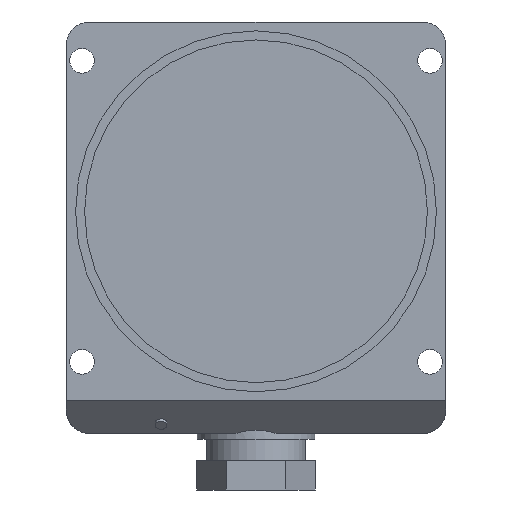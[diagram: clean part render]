
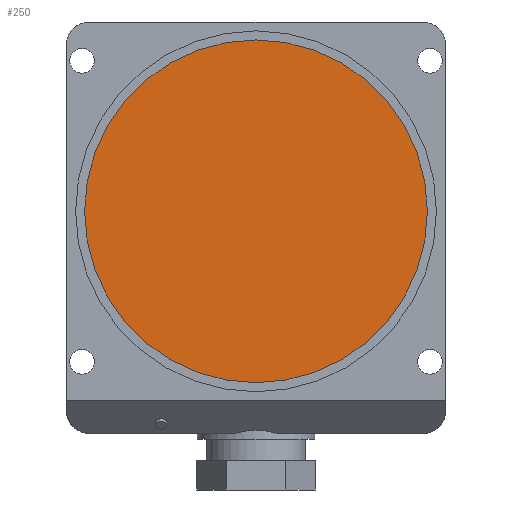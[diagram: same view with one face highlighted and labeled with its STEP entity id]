
A CAD part, front view. The second image highlights one B-rep face of the part: STEP entity #250.
In plain terms, the highlighted planar face has unit normal (0, -1, 0).
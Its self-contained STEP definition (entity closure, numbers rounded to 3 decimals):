
#230=CARTESIAN_POINT('POINT15',(37.021,-38.1,60.198))
   ;
#231=VERTEX_POINT('VERTEX15',#230);
#232=CARTESIAN_POINT('POINT16',(-37.021,-38.1,60.198)
   );
#233=VERTEX_POINT('VERTEX16',#232);
#234=CARTESIAN_POINT('POS28',(0.,-38.1,60.198));
#235=DIRECTION('DIR37',(0.,-1.,0.));
#236=DIRECTION('DIR38',(1.,0.,0.));
#237=AXIS2_PLACEMENT_3D('AXIS10',#234,#235,#236);
#238=CIRCLE('ELLIPSE2',#237,37.021);
#239=EDGE_CURVE('EDGE21',#231,#233,#238,.T.);
#240=ORIENTED_EDGE('COEDGE39',*,*,#239,.T.);
#241=EDGE_CURVE('EDGE22',#233,#231,#238,.T.);
#242=ORIENTED_EDGE('COEDGE40',*,*,#241,.T.);
#243=EDGE_LOOP('NONE',(#240,#242));
#244=FACE_BOUND('LOOP1',#243,.T.);
#245=CARTESIAN_POINT('POS29',(18.511,-38.1,60.198));
#246=DIRECTION('DIR39',(0.,-1.,0.));
#247=DIRECTION('DIR40',(1.,0.,0.));
#248=AXIS2_PLACEMENT_3D('AXIS11',#245,#246,#247);
#249=PLANE('PLANE9',#248);
#250=ADVANCED_FACE('FACE9',(#244),#249,.T.);
